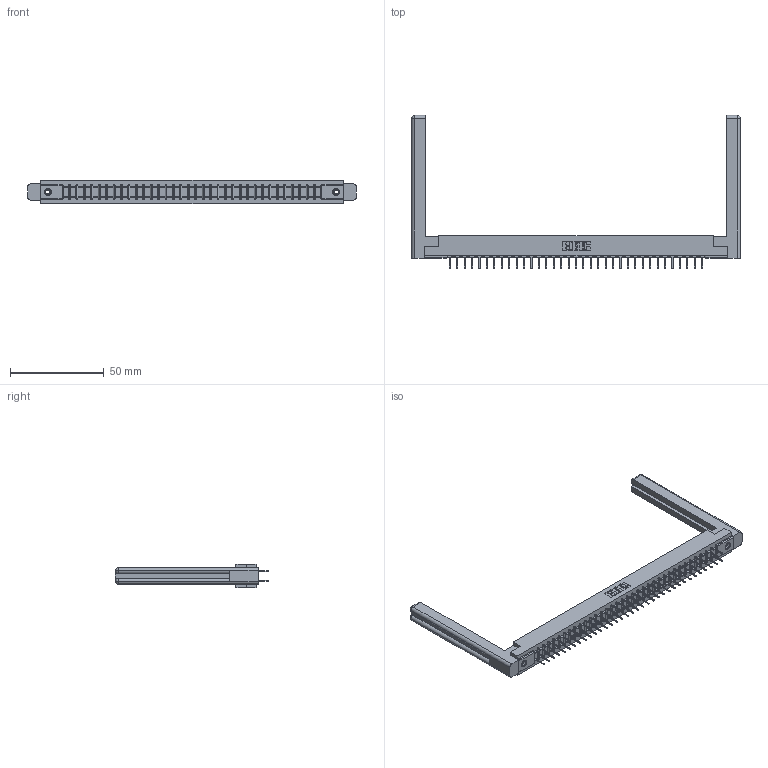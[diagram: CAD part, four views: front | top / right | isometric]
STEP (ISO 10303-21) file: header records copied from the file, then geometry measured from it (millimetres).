
FILE_DESCRIPTION (( 'STEP AP203' ), '1' );
FILE_NAME ('357-070-424-258.STEP', '2020-10-04T22:06:12', ( '' ), ( '' ), 'SwSTEP 2.0', 'SolidWorks 2020', '' );
FILE_SCHEMA (( 'CONFIG_CONTROL_DESIGN' ));
Length unit declared in the file: inch
Products named in the file (5): 307-290-001_524; 307-220-058; 307 Part_.156 Dia Mounting Holes; 357-070-424-258; 345-250-001_345-250-001-102
Assembly tree (75 placements, depth 2):
  357-070-424-258
    307 Part_.156 Dia Mounting Holes
    307-290-001_524  x70
    307-220-058  x2
    345-250-001_345-250-001-102  x2
Bounding box: 175.31 x 81.74 x 12.7 mm (x, y, z)
Volume: 25699.4 mm3; surface area: 27234.5 mm2
Topology: 75 solids, 75 shells, 3516 faces, 9777 edges, 6314 vertices
Faces by surface type: plane 2324, cylinder 1096, sphere 72, torus 12, cone 12
Entity records: 34589 total; most frequent: CARTESIAN_POINT 5678, ORIENTED_EDGE 5568, DIRECTION 5522, EDGE_CURVE 2784, VECTOR 2130, LINE 2130, VERTEX_POINT 1798, AXIS2_PLACEMENT_3D 1696
